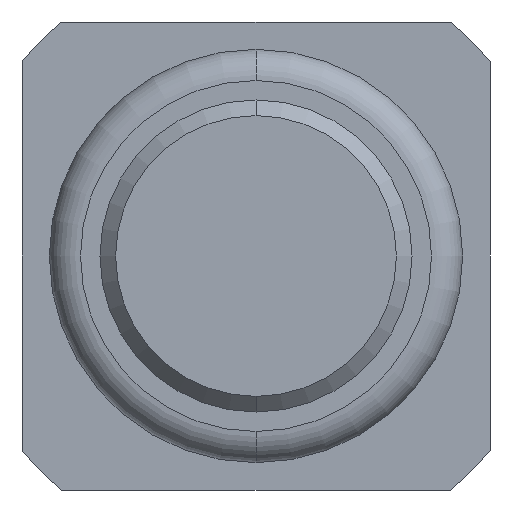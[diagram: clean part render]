
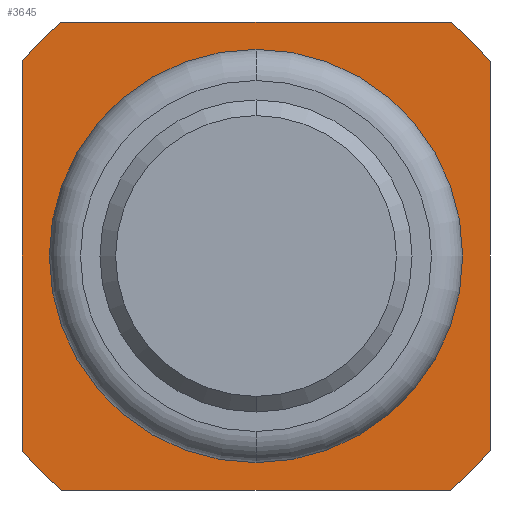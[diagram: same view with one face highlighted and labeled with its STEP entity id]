
A CAD part, front view. The second image highlights one B-rep face of the part: STEP entity #3645.
In plain terms, the highlighted planar face has unit normal (0, -1, 0).
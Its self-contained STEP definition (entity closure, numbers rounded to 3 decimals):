
#53 = ORIENTED_EDGE ( 'NONE', *, *, #1521, .F. ) ;
#229 = CARTESIAN_POINT ( 'NONE',  ( 0., -2., 1.325 ) ) ;
#239 = CARTESIAN_POINT ( 'NONE',  ( -1.246, -2., -1.5 ) ) ;
#254 = AXIS2_PLACEMENT_3D ( 'NONE', #1157, #1134, #2523 ) ;
#260 = VERTEX_POINT ( 'NONE', #229 ) ;
#342 = CARTESIAN_POINT ( 'NONE',  ( 1.325, -2., -1.5 ) ) ;
#350 = VERTEX_POINT ( 'NONE', #3161 ) ;
#425 = VECTOR ( 'NONE', #4519, 1000. ) ;
#465 = DIRECTION ( 'NONE',  ( 0., 1., 0. ) ) ;
#529 = DIRECTION ( 'NONE',  ( 0., 1., 0. ) ) ;
#535 = DIRECTION ( 'NONE',  ( 0., 0., 1. ) ) ;
#564 = EDGE_CURVE ( 'Defeature ausgef�hrt2_15+Defeature ausgef�hrt2_4+Defeature ausgef�hrt2_5+Defeature ausgef�hrt2_8', #4391, #4159, #4105, .T. ) ;
#584 = DIRECTION ( 'NONE',  ( 0., 1., 0. ) ) ;
#607 = CIRCLE ( 'NONE', #1116, 1.95 ) ;
#668 = CARTESIAN_POINT ( 'NONE',  ( -1.246, -2., 1.5 ) ) ;
#702 = CARTESIAN_POINT ( 'NONE',  ( 1.325, -2., 1.5 ) ) ;
#726 = CARTESIAN_POINT ( 'NONE',  ( 0., -2., -1.325 ) ) ;
#821 = VERTEX_POINT ( 'NONE', #2241 ) ;
#823 = CARTESIAN_POINT ( 'NONE',  ( 0., -2., 0. ) ) ;
#877 = LINE ( 'NONE', #1827, #4148 ) ;
#957 = EDGE_CURVE ( 'Defeature ausgef�hrt2_8+Defeature ausgef�hrt2_4+Defeature ausgef�hrt2_15+Defeature ausgef�hrt2_16', #4159, #4597, #3712, .T. ) ;
#960 = DIRECTION ( 'NONE',  ( 0., 0., 1. ) ) ;
#966 = DIRECTION ( 'NONE',  ( 0., 1., 0. ) ) ;
#1013 = AXIS2_PLACEMENT_3D ( 'NONE', #2605, #529, #3647 ) ;
#1057 = EDGE_CURVE ( 'Defeature ausgef�hrt2_4+Defeature ausgef�hrt2_12+Defeature ausgef�hrt2_12+Defeature ausgef�hrt2_12', #2370, #260, #1164, .T. ) ;
#1116 = AXIS2_PLACEMENT_3D ( 'NONE', #823, #465, #535 ) ;
#1126 = ORIENTED_EDGE ( 'NONE', *, *, #3053, .F. ) ;
#1134 = DIRECTION ( 'NONE',  ( 0., 1., 0. ) ) ;
#1157 = CARTESIAN_POINT ( 'NONE',  ( 0., -2., 0. ) ) ;
#1164 = CIRCLE ( 'NONE', #254, 1.325 ) ;
#1179 = CARTESIAN_POINT ( 'NONE',  ( 1.5, -2., 1.246 ) ) ;
#1183 = EDGE_LOOP ( 'NONE', ( #1126, #3467, #2472, #53, #4332, #1738, #4535, #1733 ) ) ;
#1231 = EDGE_CURVE ( 'Defeature ausgef�hrt2_5+Defeature ausgef�hrt2_4+Defeature ausgef�hrt2_18+Defeature ausgef�hrt2_15', #2731, #4391, #1624, .T. ) ;
#1439 = CIRCLE ( 'NONE', #1981, 1.95 ) ;
#1449 = DIRECTION ( 'NONE',  ( 1., 0., 0. ) ) ;
#1508 = DIRECTION ( 'NONE',  ( -1., 0., 0. ) ) ;
#1521 = EDGE_CURVE ( 'Defeature ausgef�hrt2_7+Defeature ausgef�hrt2_4+Defeature ausgef�hrt2_16+Defeature ausgef�hrt2_17', #350, #2971, #607, .T. ) ;
#1624 = CIRCLE ( 'NONE', #4285, 1.95 ) ;
#1663 = FACE_OUTER_BOUND ( 'NONE', #1183, .T. ) ;
#1733 = ORIENTED_EDGE ( 'NONE', *, *, #1231, .F. ) ;
#1738 = ORIENTED_EDGE ( 'NONE', *, *, #957, .F. ) ;
#1827 = CARTESIAN_POINT ( 'NONE',  ( 1.5, -2., 0. ) ) ;
#1842 = DIRECTION ( 'NONE',  ( 0., 0., -1. ) ) ;
#1981 = AXIS2_PLACEMENT_3D ( 'NONE', #2019, #966, #4462 ) ;
#2019 = CARTESIAN_POINT ( 'NONE',  ( 0., -2., 0. ) ) ;
#2026 = EDGE_CURVE ( 'Defeature ausgef�hrt2_4+Defeature ausgef�hrt2_12+Defeature ausgef�hrt2_12+Defeature ausgef�hrt2_12', #260, #2370, #3707, .T. ) ;
#2208 = LINE ( 'NONE', #2438, #425 ) ;
#2241 = CARTESIAN_POINT ( 'NONE',  ( 1.246, -2., 1.5 ) ) ;
#2370 = VERTEX_POINT ( 'NONE', #726 ) ;
#2421 = CARTESIAN_POINT ( 'NONE',  ( -1.5, -2., -1.246 ) ) ;
#2438 = CARTESIAN_POINT ( 'NONE',  ( -1.5, -2., 0. ) ) ;
#2454 = DIRECTION ( 'NONE',  ( 0., 0., 1. ) ) ;
#2472 = ORIENTED_EDGE ( 'NONE', *, *, #3896, .F. ) ;
#2523 = DIRECTION ( 'NONE',  ( 0., 0., 1. ) ) ;
#2605 = CARTESIAN_POINT ( 'NONE',  ( 1.325, -2., 0. ) ) ;
#2671 = DIRECTION ( 'NONE',  ( 0., 0., 1. ) ) ;
#2714 = LINE ( 'NONE', #702, #3108 ) ;
#2731 = VERTEX_POINT ( 'NONE', #4572 ) ;
#2820 = DIRECTION ( 'NONE',  ( 0., 1., 0. ) ) ;
#2892 = VECTOR ( 'NONE', #1508, 1000. ) ;
#2971 = VERTEX_POINT ( 'NONE', #668 ) ;
#3026 = CARTESIAN_POINT ( 'NONE',  ( 0., -2., 0. ) ) ;
#3053 = EDGE_CURVE ( 'Defeature ausgef�hrt2_18+Defeature ausgef�hrt2_4+Defeature ausgef�hrt2_6+Defeature ausgef�hrt2_5', #3735, #2731, #877, .T. ) ;
#3108 = VECTOR ( 'NONE', #1449, 1000. ) ;
#3161 = CARTESIAN_POINT ( 'NONE',  ( -1.5, -2., 1.246 ) ) ;
#3168 = FACE_BOUND ( 'NONE', #4092, .T. ) ;
#3376 = PLANE ( 'NONE',  #1013 ) ;
#3467 = ORIENTED_EDGE ( 'NONE', *, *, #3749, .F. ) ;
#3645 = ADVANCED_FACE ( 'Defeature ausgef�hrt2_4', ( #3168, #1663 ), #3376, .F. ) ;
#3647 = DIRECTION ( 'NONE',  ( 0., 0., 1. ) ) ;
#3684 = ORIENTED_EDGE ( 'NONE', *, *, #1057, .T. ) ;
#3707 = CIRCLE ( 'NONE', #3945, 1.325 ) ;
#3712 = CIRCLE ( 'NONE', #4311, 1.95 ) ;
#3735 = VERTEX_POINT ( 'NONE', #1179 ) ;
#3742 = CARTESIAN_POINT ( 'NONE',  ( 0., -2., 0. ) ) ;
#3749 = EDGE_CURVE ( 'Defeature ausgef�hrt2_6+Defeature ausgef�hrt2_4+Defeature ausgef�hrt2_17+Defeature ausgef�hrt2_18', #821, #3735, #1439, .T. ) ;
#3862 = CARTESIAN_POINT ( 'NONE',  ( 0., -2., 0. ) ) ;
#3896 = EDGE_CURVE ( 'Defeature ausgef�hrt2_17+Defeature ausgef�hrt2_4+Defeature ausgef�hrt2_7+Defeature ausgef�hrt2_6', #2971, #821, #2714, .T. ) ;
#3945 = AXIS2_PLACEMENT_3D ( 'NONE', #3026, #4425, #2671 ) ;
#4092 = EDGE_LOOP ( 'NONE', ( #4242, #3684 ) ) ;
#4105 = LINE ( 'NONE', #342, #2892 ) ;
#4148 = VECTOR ( 'NONE', #1842, 1000. ) ;
#4159 = VERTEX_POINT ( 'NONE', #239 ) ;
#4242 = ORIENTED_EDGE ( 'NONE', *, *, #2026, .T. ) ;
#4263 = EDGE_CURVE ( 'Defeature ausgef�hrt2_16+Defeature ausgef�hrt2_4+Defeature ausgef�hrt2_8+Defeature ausgef�hrt2_7', #4597, #350, #2208, .T. ) ;
#4285 = AXIS2_PLACEMENT_3D ( 'NONE', #3742, #584, #960 ) ;
#4311 = AXIS2_PLACEMENT_3D ( 'NONE', #3862, #2820, #2454 ) ;
#4332 = ORIENTED_EDGE ( 'NONE', *, *, #4263, .F. ) ;
#4348 = CARTESIAN_POINT ( 'NONE',  ( 1.246, -2., -1.5 ) ) ;
#4391 = VERTEX_POINT ( 'NONE', #4348 ) ;
#4425 = DIRECTION ( 'NONE',  ( 0., 1., 0. ) ) ;
#4462 = DIRECTION ( 'NONE',  ( 0., 0., 1. ) ) ;
#4519 = DIRECTION ( 'NONE',  ( 0., 0., 1. ) ) ;
#4535 = ORIENTED_EDGE ( 'NONE', *, *, #564, .F. ) ;
#4572 = CARTESIAN_POINT ( 'NONE',  ( 1.5, -2., -1.246 ) ) ;
#4597 = VERTEX_POINT ( 'NONE', #2421 ) ;
